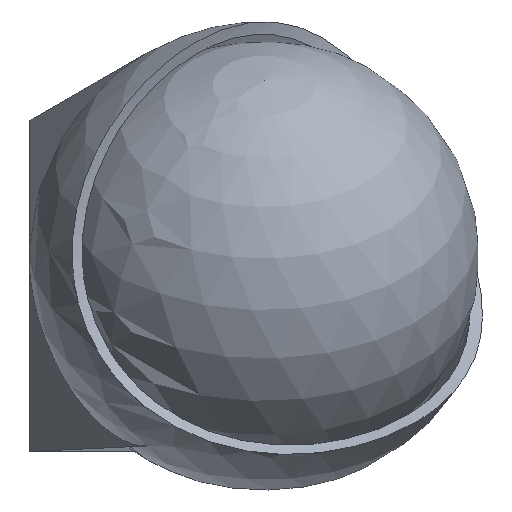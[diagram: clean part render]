
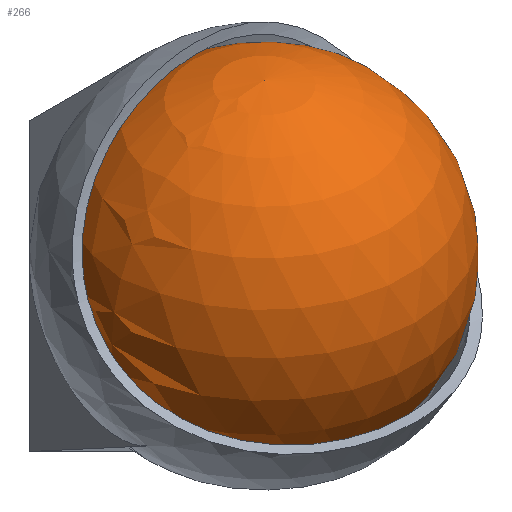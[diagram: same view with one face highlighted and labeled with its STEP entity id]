
A CAD part, isometric view. The second image highlights one B-rep face of the part: STEP entity #266.
In plain terms, the highlighted spherical face has radius 17 mm.
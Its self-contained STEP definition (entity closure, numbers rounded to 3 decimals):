
#75=FACE_OUTER_BOUND('',#91,.T.);
#91=EDGE_LOOP('',(#188,#189));
#108=CIRCLE('',#310,17.);
#125=VERTEX_POINT('',#439);
#126=VERTEX_POINT('',#440);
#151=EDGE_CURVE('',#125,#126,#108,.T.);
#188=ORIENTED_EDGE('',*,*,#151,.T.);
#189=ORIENTED_EDGE('',*,*,#151,.F.);
#262=SPHERICAL_SURFACE('',#309,17.);
#266=ADVANCED_FACE('',(#75),#262,.T.);
#309=AXIS2_PLACEMENT_3D('',#438,#349,#350);
#310=AXIS2_PLACEMENT_3D('',#441,#351,#352);
#349=DIRECTION('center_axis',(0.,0.,1.));
#350=DIRECTION('ref_axis',(1.,0.,0.));
#351=DIRECTION('center_axis',(0.,-1.,0.));
#352=DIRECTION('ref_axis',(-1.,0.,0.));
#438=CARTESIAN_POINT('Origin',(0.,0.,0.));
#439=CARTESIAN_POINT('',(0.,0.,17.));
#440=CARTESIAN_POINT('',(0.,0.,-17.));
#441=CARTESIAN_POINT('Origin',(0.,0.,0.));
